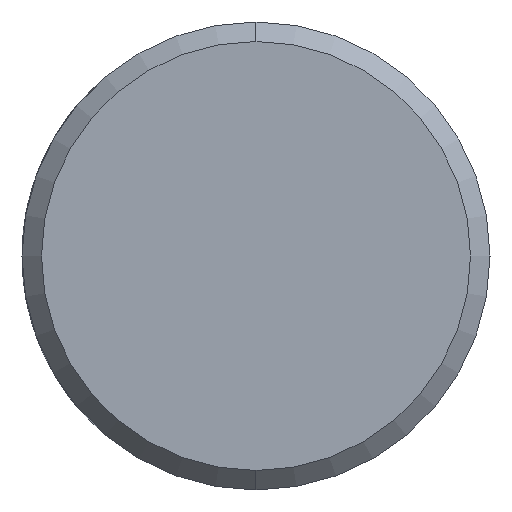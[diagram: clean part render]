
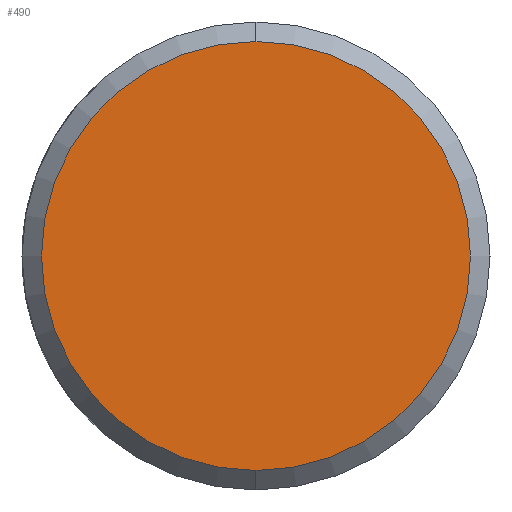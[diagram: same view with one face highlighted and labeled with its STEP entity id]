
A CAD part, left-side view. The second image highlights one B-rep face of the part: STEP entity #490.
In plain terms, the highlighted face is planar.
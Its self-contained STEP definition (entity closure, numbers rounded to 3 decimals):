
#291=CARTESIAN_POINT('',(0.,0.,0.));
#292=DIRECTION('',(0.,0.,1.));
#293=DIRECTION('',(-1.,0.,0.));
#294=AXIS2_PLACEMENT_3D('',#291,#292,#293);
#299=CARTESIAN_POINT('',(0.,0.,0.));
#300=DIRECTION('',(0.,0.,-1.));
#301=DIRECTION('',(-1.,0.,0.));
#302=AXIS2_PLACEMENT_3D('',#299,#300,#301);
#322=CARTESIAN_POINT('',(-2.75,0.,0.));
#324=VERTEX_POINT('',#322);
#326=CARTESIAN_POINT('',(2.75,0.,0.));
#328=VERTEX_POINT('',#326);
#481=CARTESIAN_POINT('',(0.,0.,0.));
#482=DIRECTION('',(0.,0.,-1.));
#483=DIRECTION('',(1.,0.,0.));
#484=AXIS2_PLACEMENT_3D('',#481,#482,#483);
#485=PLANE('',#484);
#486=ORIENTED_EDGE('',*,*,#474,.F.);
#487=ORIENTED_EDGE('',*,*,#463,.T.);
#488=EDGE_LOOP('',(#486,#487));
#489=FACE_OUTER_BOUND('',#488,.F.);
#295=CIRCLE('',#294,2.75);
#303=CIRCLE('',#302,2.75);
#463=EDGE_CURVE('',#324,#328,#303,.T.);
#474=EDGE_CURVE('',#324,#328,#295,.T.);
#490=ADVANCED_FACE('',(#489),#485,.F.);
